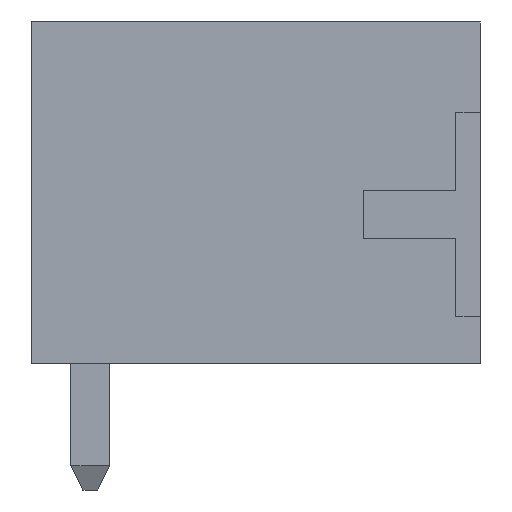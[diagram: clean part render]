
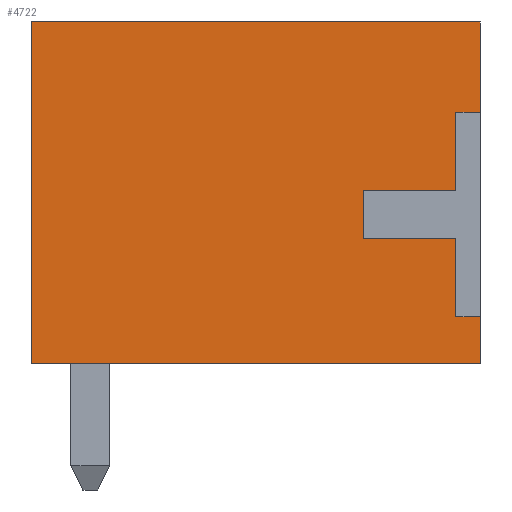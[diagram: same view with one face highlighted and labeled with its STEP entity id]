
A CAD part, left-side view. The second image highlights one B-rep face of the part: STEP entity #4722.
In plain terms, the highlighted planar face has unit normal (-1, 0, 0).
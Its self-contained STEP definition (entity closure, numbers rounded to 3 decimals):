
#156=ORIENTED_EDGE('',*,*,#1535,.F.);
#157=ORIENTED_EDGE('',*,*,#1536,.F.);
#158=ORIENTED_EDGE('',*,*,#1537,.F.);
#159=ORIENTED_EDGE('',*,*,#1538,.F.);
#160=ORIENTED_EDGE('',*,*,#1539,.F.);
#161=ORIENTED_EDGE('',*,*,#1540,.F.);
#162=ORIENTED_EDGE('',*,*,#1541,.F.);
#163=ORIENTED_EDGE('',*,*,#1542,.T.);
#164=ORIENTED_EDGE('',*,*,#1543,.F.);
#165=ORIENTED_EDGE('',*,*,#1544,.F.);
#166=ORIENTED_EDGE('',*,*,#1545,.T.);
#167=ORIENTED_EDGE('',*,*,#1546,.T.);
#1535=EDGE_CURVE('',#2224,#2225,#2691,.T.);
#1536=EDGE_CURVE('',#2226,#2224,#2692,.T.);
#1537=EDGE_CURVE('',#2227,#2226,#2693,.T.);
#1538=EDGE_CURVE('',#2228,#2227,#2694,.T.);
#1539=EDGE_CURVE('',#2229,#2228,#2695,.T.);
#1540=EDGE_CURVE('',#2230,#2229,#2696,.T.);
#1541=EDGE_CURVE('',#2231,#2230,#2697,.T.);
#1542=EDGE_CURVE('',#2231,#2232,#2698,.T.);
#1543=EDGE_CURVE('',#2233,#2232,#2699,.T.);
#1544=EDGE_CURVE('',#2234,#2233,#2700,.T.);
#1545=EDGE_CURVE('',#2234,#2235,#2701,.T.);
#1546=EDGE_CURVE('',#2235,#2225,#2702,.T.);
#2224=VERTEX_POINT('',#6592);
#2225=VERTEX_POINT('',#6593);
#2226=VERTEX_POINT('',#6595);
#2227=VERTEX_POINT('',#6597);
#2228=VERTEX_POINT('',#6599);
#2229=VERTEX_POINT('',#6601);
#2230=VERTEX_POINT('',#6603);
#2231=VERTEX_POINT('',#6605);
#2232=VERTEX_POINT('',#6607);
#2233=VERTEX_POINT('',#6609);
#2234=VERTEX_POINT('',#6611);
#2235=VERTEX_POINT('',#6613);
#2691=LINE('',#6591,#3331);
#2692=LINE('',#6594,#3332);
#2693=LINE('',#6596,#3333);
#2694=LINE('',#6598,#3334);
#2695=LINE('',#6600,#3335);
#2696=LINE('',#6602,#3336);
#2697=LINE('',#6604,#3337);
#2698=LINE('',#6606,#3338);
#2699=LINE('',#6608,#3339);
#2700=LINE('',#6610,#3340);
#2701=LINE('',#6612,#3341);
#2702=LINE('',#6614,#3342);
#3331=VECTOR('',#5333,1000.);
#3332=VECTOR('',#5334,1000.);
#3333=VECTOR('',#5335,1000.);
#3334=VECTOR('',#5336,1000.);
#3335=VECTOR('',#5337,1000.);
#3336=VECTOR('',#5338,1000.);
#3337=VECTOR('',#5339,1000.);
#3338=VECTOR('',#5340,1000.);
#3339=VECTOR('',#5341,1000.);
#3340=VECTOR('',#5342,1000.);
#3341=VECTOR('',#5343,1000.);
#3342=VECTOR('',#5344,1000.);
#3956=EDGE_LOOP('',(#156,#157,#158,#159,#160,#161,#162,#163,#164,#165,#166,
#167));
#4228=FACE_BOUND('',#3956,.T.);
#4500=PLANE('',#4993);
#4722=ADVANCED_FACE('',(#4228),#4500,.F.);
#4993=AXIS2_PLACEMENT_3D('',#6590,#5331,#5332);
#5331=DIRECTION('',(1.,0.,0.));
#5332=DIRECTION('',(0.,0.,-1.));
#5333=DIRECTION('',(0.,-1.,0.));
#5334=DIRECTION('',(0.,0.,-1.));
#5335=DIRECTION('',(0.,-1.,0.));
#5336=DIRECTION('',(0.,0.,-1.));
#5337=DIRECTION('',(0.,1.,0.));
#5338=DIRECTION('',(0.,0.,-1.));
#5339=DIRECTION('',(0.,1.,0.));
#5340=DIRECTION('',(0.,0.,1.));
#5341=DIRECTION('',(0.,-1.,0.));
#5342=DIRECTION('',(0.,0.,1.));
#5343=DIRECTION('',(0.,-1.,0.));
#5344=DIRECTION('',(0.,0.,1.));
#6590=CARTESIAN_POINT('',(-7.4,9.2,-3.5));
#6591=CARTESIAN_POINT('',(-7.4,0.5,-2.55));
#6592=CARTESIAN_POINT('',(-7.4,0.5,-2.55));
#6593=CARTESIAN_POINT('',(-7.4,0.,-2.55));
#6594=CARTESIAN_POINT('',(-7.4,0.5,-0.95));
#6595=CARTESIAN_POINT('',(-7.4,0.5,-0.95));
#6596=CARTESIAN_POINT('',(-7.4,2.4,-0.95));
#6597=CARTESIAN_POINT('',(-7.4,2.4,-0.95));
#6598=CARTESIAN_POINT('',(-7.4,2.4,0.05));
#6599=CARTESIAN_POINT('',(-7.4,2.4,0.05));
#6600=CARTESIAN_POINT('',(-7.4,0.5,0.05));
#6601=CARTESIAN_POINT('',(-7.4,0.5,0.05));
#6602=CARTESIAN_POINT('',(-7.4,0.5,1.65));
#6603=CARTESIAN_POINT('',(-7.4,0.5,1.65));
#6604=CARTESIAN_POINT('',(-7.4,0.,1.65));
#6605=CARTESIAN_POINT('',(-7.4,0.,1.65));
#6606=CARTESIAN_POINT('',(-7.4,0.,-3.5));
#6607=CARTESIAN_POINT('',(-7.4,0.,3.5));
#6608=CARTESIAN_POINT('',(-7.4,9.2,3.5));
#6609=CARTESIAN_POINT('',(-7.4,9.2,3.5));
#6610=CARTESIAN_POINT('',(-7.4,9.2,-3.5));
#6611=CARTESIAN_POINT('',(-7.4,9.2,-3.5));
#6612=CARTESIAN_POINT('',(-7.4,9.2,-3.5));
#6613=CARTESIAN_POINT('',(-7.4,0.,-3.5));
#6614=CARTESIAN_POINT('',(-7.4,0.,-3.5));
